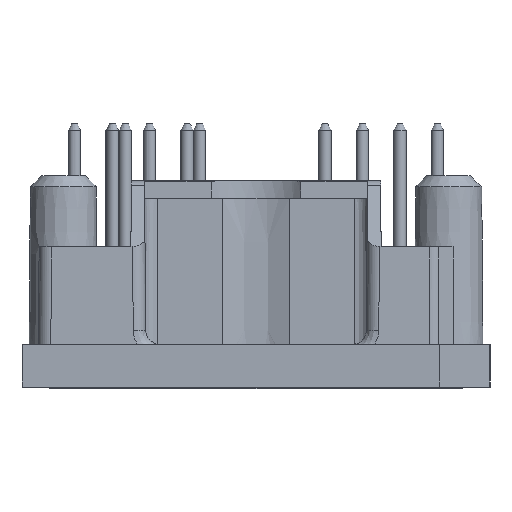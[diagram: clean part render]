
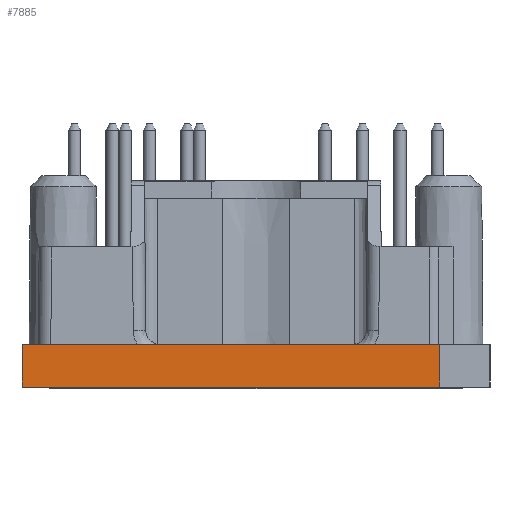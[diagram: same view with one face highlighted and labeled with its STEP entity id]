
A CAD part, left-side view. The second image highlights one B-rep face of the part: STEP entity #7885.
In plain terms, the highlighted planar face has unit normal (-1, 0, 0).
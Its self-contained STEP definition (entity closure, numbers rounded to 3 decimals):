
#1804=ORIENTED_EDGE('',*,*,#3566,.T.);
#1805=ORIENTED_EDGE('',*,*,#3465,.F.);
#1806=ORIENTED_EDGE('',*,*,#3567,.T.);
#1807=ORIENTED_EDGE('',*,*,#3438,.T.);
#3438=EDGE_CURVE('',#4404,#4403,#5098,.T.);
#3465=EDGE_CURVE('',#4415,#4416,#5115,.T.);
#3566=EDGE_CURVE('',#4403,#4416,#5171,.T.);
#3567=EDGE_CURVE('',#4415,#4404,#5172,.T.);
#4403=VERTEX_POINT('',#15553);
#4404=VERTEX_POINT('',#15555);
#4415=VERTEX_POINT('',#15613);
#4416=VERTEX_POINT('',#15614);
#5098=LINE('',#15554,#5730);
#5115=LINE('',#15612,#5747);
#5171=LINE('',#15850,#5803);
#5172=LINE('',#15851,#5804);
#5730=VECTOR('',#12098,1000.);
#5747=VECTOR('',#12143,1000.);
#5803=VECTOR('',#12285,1000.);
#5804=VECTOR('',#12286,1000.);
#6316=EDGE_LOOP('',(#1804,#1805,#1806,#1807));
#7006=FACE_BOUND('',#6316,.T.);
#7516=PLANE('',#10906);
#7885=ADVANCED_FACE('',(#7006),#7516,.F.);
#10906=AXIS2_PLACEMENT_3D('',#15849,#12283,#12284);
#12098=DIRECTION('',(0.,-1.,0.));
#12143=DIRECTION('',(0.,-1.,0.));
#12283=DIRECTION('',(1.,0.,0.));
#12284=DIRECTION('',(0.,1.,0.));
#12285=DIRECTION('',(0.,0.,1.));
#12286=DIRECTION('',(0.,0.,-1.));
#15553=CARTESIAN_POINT('',(-41.,-14.7,0.));
#15554=CARTESIAN_POINT('',(-41.,18.7,0.));
#15555=CARTESIAN_POINT('',(-41.,18.7,0.));
#15612=CARTESIAN_POINT('',(-41.,18.7,3.4));
#15613=CARTESIAN_POINT('',(-41.,18.7,3.4));
#15614=CARTESIAN_POINT('',(-41.,-14.7,3.4));
#15849=CARTESIAN_POINT('',(-41.,18.7,3.4));
#15850=CARTESIAN_POINT('',(-41.,-14.7,3.4));
#15851=CARTESIAN_POINT('',(-41.,18.7,3.4));
